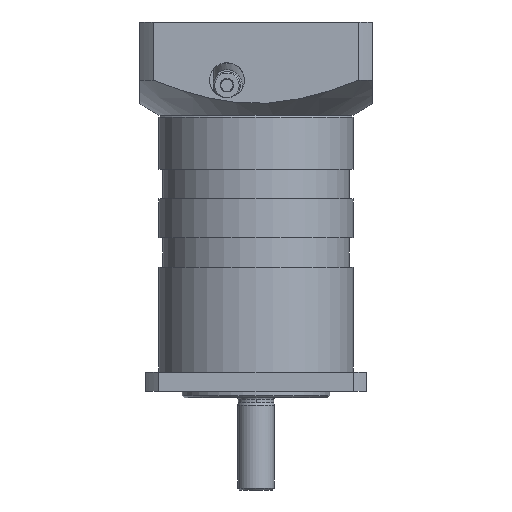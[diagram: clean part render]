
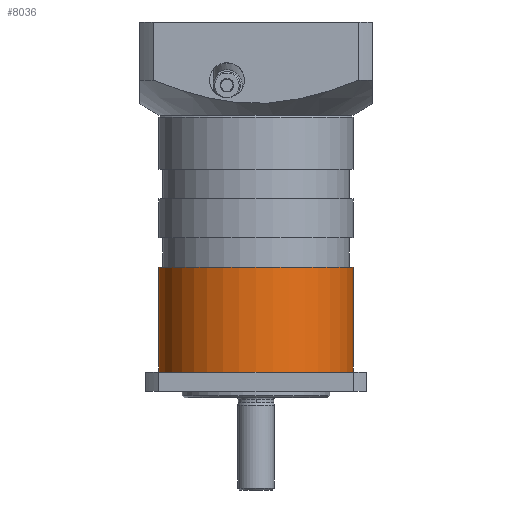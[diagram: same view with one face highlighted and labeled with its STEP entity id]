
A CAD part, front view. The second image highlights one B-rep face of the part: STEP entity #8036.
In plain terms, the highlighted cylindrical face has radius 25 mm (diameter 50 mm), a partial arc.
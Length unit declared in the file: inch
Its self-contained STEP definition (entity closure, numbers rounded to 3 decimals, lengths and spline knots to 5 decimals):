
#343 = CARTESIAN_POINT ( 'NONE',  ( 0., 0., 1.19685 ) ) ;
#352 = CARTESIAN_POINT ( 'NONE',  ( -0.98425, 0., 2.25984 ) ) ;
#978 = DIRECTION ( 'NONE',  ( -1., 0., 0. ) ) ;
#1310 = CARTESIAN_POINT ( 'NONE',  ( 0., 0., 0. ) ) ;
#1312 = CYLINDRICAL_SURFACE ( 'NONE', #5242, 0.98425 ) ;
#1324 = AXIS2_PLACEMENT_3D ( 'NONE', #343, #4777, #978 ) ;
#1692 = VERTEX_POINT ( 'NONE', #352 ) ;
#1856 = ORIENTED_EDGE ( 'NONE', *, *, #7819, .T. ) ;
#1869 = VERTEX_POINT ( 'NONE', #2623 ) ;
#1938 = DIRECTION ( 'NONE',  ( 0., 0., -1. ) ) ;
#2068 = VERTEX_POINT ( 'NONE', #6721 ) ;
#2174 = VERTEX_POINT ( 'NONE', #7843 ) ;
#2373 = DIRECTION ( 'NONE',  ( 0., 0., -1. ) ) ;
#2623 = CARTESIAN_POINT ( 'NONE',  ( 0.98425, 0., 2.25984 ) ) ;
#2644 = CARTESIAN_POINT ( 'NONE',  ( 0., 0., 2.25984 ) ) ;
#2851 = ORIENTED_EDGE ( 'NONE', *, *, #3936, .T. ) ;
#2907 = CIRCLE ( 'NONE', #1324, 0.98425 ) ;
#3138 = CIRCLE ( 'NONE', #7342, 0.98425 ) ;
#3194 = FACE_OUTER_BOUND ( 'NONE', #4647, .T. ) ;
#3296 = DIRECTION ( 'NONE',  ( -1., 0., 0. ) ) ;
#3936 = EDGE_CURVE ( 'NONE', #1869, #1692, #3138, .T. ) ;
#4217 = VECTOR ( 'NONE', #2373, 39.37008 ) ;
#4523 = ORIENTED_EDGE ( 'NONE', *, *, #6837, .F. ) ;
#4647 = EDGE_LOOP ( 'NONE', ( #4523, #2851, #1856, #7302 ) ) ;
#4777 = DIRECTION ( 'NONE',  ( 0., 0., 1. ) ) ;
#5095 = EDGE_CURVE ( 'NONE', #2174, #2068, #2907, .T. ) ;
#5109 = DIRECTION ( 'NONE',  ( -1., 0., 0. ) ) ;
#5242 = AXIS2_PLACEMENT_3D ( 'NONE', #1310, #1938, #5109 ) ;
#5506 = VECTOR ( 'NONE', #5807, 39.37008 ) ;
#5807 = DIRECTION ( 'NONE',  ( 0., 0., -1. ) ) ;
#6464 = CARTESIAN_POINT ( 'NONE',  ( 0.98425, 0., 0. ) ) ;
#6721 = CARTESIAN_POINT ( 'NONE',  ( 0.98425, 0., 1.19685 ) ) ;
#6837 = EDGE_CURVE ( 'NONE', #1869, #2068, #7211, .T. ) ;
#7127 = DIRECTION ( 'NONE',  ( 0., 0., -1. ) ) ;
#7211 = LINE ( 'NONE', #6464, #5506 ) ;
#7302 = ORIENTED_EDGE ( 'NONE', *, *, #5095, .T. ) ;
#7342 = AXIS2_PLACEMENT_3D ( 'NONE', #2644, #7127, #3296 ) ;
#7773 = LINE ( 'NONE', #8081, #4217 ) ;
#7819 = EDGE_CURVE ( 'NONE', #1692, #2174, #7773, .T. ) ;
#7843 = CARTESIAN_POINT ( 'NONE',  ( -0.98425, 0., 1.19685 ) ) ;
#8036 = ADVANCED_FACE ( 'NONE', ( #3194 ), #1312, .T. ) ;
#8081 = CARTESIAN_POINT ( 'NONE',  ( -0.98425, 0., 0. ) ) ;
